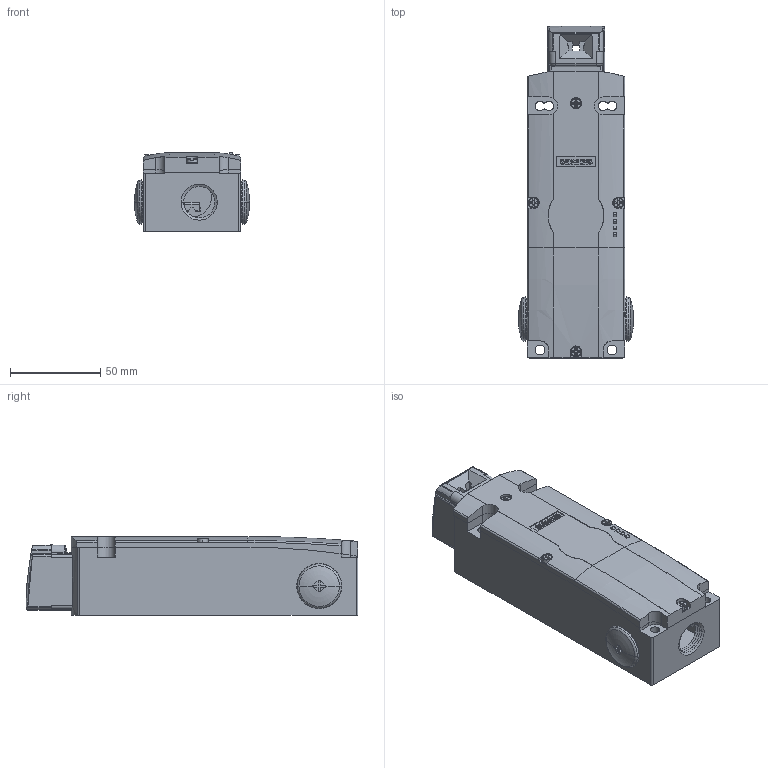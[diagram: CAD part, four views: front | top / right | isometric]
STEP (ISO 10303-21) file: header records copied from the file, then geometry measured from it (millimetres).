
FILE_DESCRIPTION(('STEP AP214'),'1');
FILE_NAME('cctmp_E64807EE-BEE7-47A6-830A-FC4045D98D87_2023_07_21_11_36_20_0714..stp','2023-07-21T09:36:21',('SIEMENS A&D'),('CADClick - www.CADClick.com'),'Spatial InterOp 3D postprocessed',' ','unknown authorization');
FILE_SCHEMA(('AUTOMOTIVE_DESIGN'));
Length unit declared in the file: millimetre
Products named in the file (12): cc_unnamed; 2023_07_21_11_36_20_0679; 2023_07_21_11_36_20_0675; 2023_07_21_11_36_20_0671; 2023_07_21_11_36_20_0667; 2023_07_21_11_36_20_0663; 2023_07_21_11_36_20_0659; 2023_07_21_11_36_20_0655; 2023_07_21_11_36_20_0652; 2023_07_21_11_36_20_0648; 2023_07_21_11_36_20_0644; 2023_07_21_11_36_20_0640
Assembly tree (11 placements, depth 2):
  cc_unnamed
    2023_07_21_11_36_20_0679
    2023_07_21_11_36_20_0675
    2023_07_21_11_36_20_0671
    2023_07_21_11_36_20_0667
    2023_07_21_11_36_20_0663
    2023_07_21_11_36_20_0659
    2023_07_21_11_36_20_0655
    2023_07_21_11_36_20_0652
    2023_07_21_11_36_20_0648
    2023_07_21_11_36_20_0644
    2023_07_21_11_36_20_0640
Bounding box: 63.98 x 184.1 x 43.8 mm (x, y, z)
Volume: 198626.9 mm3; surface area: 76784.6 mm2
Topology: 11 solids, 11 shells, 690 faces, 1865 edges, 1203 vertices
Faces by surface type: plane 370, cylinder 192, torus 66, cone 62
Entity records: 24935 total; most frequent: CARTESIAN_POINT 5047, ORIENTED_EDGE 3694, DIRECTION 3673, EDGE_CURVE 1847, AXIS2_PLACEMENT_3D 1303, VERTEX_POINT 1203, LINE 1067, VECTOR 1067
